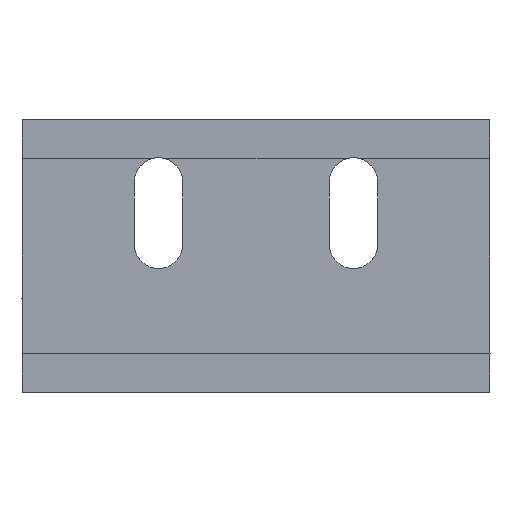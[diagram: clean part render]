
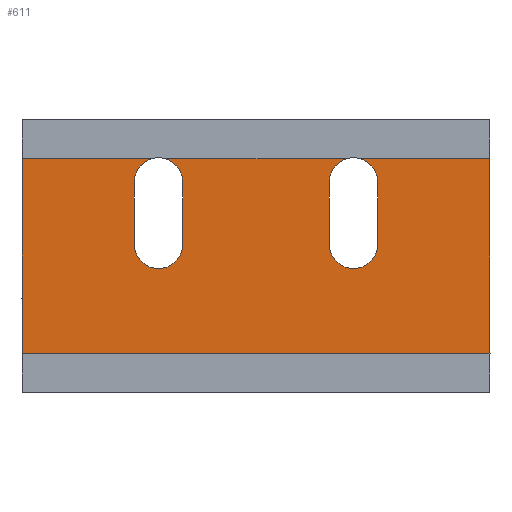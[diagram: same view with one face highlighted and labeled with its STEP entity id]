
A CAD part, front view. The second image highlights one B-rep face of the part: STEP entity #611.
In plain terms, the highlighted planar face has unit normal (0, -1, 0).
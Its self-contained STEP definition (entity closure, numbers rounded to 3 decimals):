
#29=CIRCLE('',#656,3.1);
#30=CIRCLE('',#657,3.1);
#31=CIRCLE('',#658,3.1);
#32=CIRCLE('',#659,3.1);
#33=CIRCLE('',#660,3.1);
#34=CIRCLE('',#661,3.1);
#53=FACE_OUTER_BOUND('',#83,.T.);
#83=EDGE_LOOP('',(#421,#422,#423,#424,#425,#426,#427,#428,#429,#430,#431,
#432,#433,#434,#435,#436));
#117=LINE('',#881,#187);
#121=LINE('',#890,#191);
#125=LINE('',#899,#195);
#129=LINE('',#908,#199);
#131=LINE('',#911,#201);
#132=LINE('',#912,#202);
#133=LINE('',#916,#203);
#134=LINE('',#920,#204);
#135=LINE('',#925,#205);
#136=LINE('',#929,#206);
#187=VECTOR('',#707,10.);
#191=VECTOR('',#713,10.);
#195=VECTOR('',#719,10.);
#199=VECTOR('',#725,10.);
#201=VECTOR('',#729,10.);
#202=VECTOR('',#730,10.);
#203=VECTOR('',#733,10.);
#204=VECTOR('',#736,10.);
#205=VECTOR('',#741,10.);
#206=VECTOR('',#744,10.);
#257=VERTEX_POINT('',#878);
#258=VERTEX_POINT('',#880);
#261=VERTEX_POINT('',#887);
#262=VERTEX_POINT('',#889);
#265=VERTEX_POINT('',#896);
#266=VERTEX_POINT('',#898);
#269=VERTEX_POINT('',#905);
#270=VERTEX_POINT('',#907);
#271=VERTEX_POINT('',#913);
#272=VERTEX_POINT('',#915);
#273=VERTEX_POINT('',#917);
#274=VERTEX_POINT('',#919);
#275=VERTEX_POINT('',#922);
#276=VERTEX_POINT('',#924);
#277=VERTEX_POINT('',#926);
#278=VERTEX_POINT('',#928);
#317=EDGE_CURVE('',#257,#258,#117,.T.);
#321=EDGE_CURVE('',#261,#262,#121,.T.);
#325=EDGE_CURVE('',#265,#266,#125,.T.);
#329=EDGE_CURVE('',#269,#270,#129,.T.);
#331=EDGE_CURVE('',#258,#269,#131,.T.);
#332=EDGE_CURVE('',#262,#257,#132,.T.);
#333=EDGE_CURVE('',#271,#261,#29,.T.);
#334=EDGE_CURVE('',#272,#271,#133,.T.);
#335=EDGE_CURVE('',#273,#272,#30,.T.);
#336=EDGE_CURVE('',#274,#273,#134,.T.);
#337=EDGE_CURVE('',#266,#274,#31,.T.);
#338=EDGE_CURVE('',#275,#265,#32,.T.);
#339=EDGE_CURVE('',#276,#275,#135,.T.);
#340=EDGE_CURVE('',#277,#276,#33,.T.);
#341=EDGE_CURVE('',#278,#277,#136,.T.);
#342=EDGE_CURVE('',#270,#278,#34,.T.);
#421=ORIENTED_EDGE('',*,*,#331,.F.);
#422=ORIENTED_EDGE('',*,*,#317,.F.);
#423=ORIENTED_EDGE('',*,*,#332,.F.);
#424=ORIENTED_EDGE('',*,*,#321,.F.);
#425=ORIENTED_EDGE('',*,*,#333,.F.);
#426=ORIENTED_EDGE('',*,*,#334,.F.);
#427=ORIENTED_EDGE('',*,*,#335,.F.);
#428=ORIENTED_EDGE('',*,*,#336,.F.);
#429=ORIENTED_EDGE('',*,*,#337,.F.);
#430=ORIENTED_EDGE('',*,*,#325,.F.);
#431=ORIENTED_EDGE('',*,*,#338,.F.);
#432=ORIENTED_EDGE('',*,*,#339,.F.);
#433=ORIENTED_EDGE('',*,*,#340,.F.);
#434=ORIENTED_EDGE('',*,*,#341,.F.);
#435=ORIENTED_EDGE('',*,*,#342,.F.);
#436=ORIENTED_EDGE('',*,*,#329,.F.);
#589=PLANE('',#655);
#611=ADVANCED_FACE('',(#53),#589,.T.);
#655=AXIS2_PLACEMENT_3D('',#910,#727,#728);
#656=AXIS2_PLACEMENT_3D('',#914,#731,#732);
#657=AXIS2_PLACEMENT_3D('',#918,#734,#735);
#658=AXIS2_PLACEMENT_3D('',#921,#737,#738);
#659=AXIS2_PLACEMENT_3D('',#923,#739,#740);
#660=AXIS2_PLACEMENT_3D('',#927,#742,#743);
#661=AXIS2_PLACEMENT_3D('',#930,#745,#746);
#707=DIRECTION('',(-1.,0.,0.));
#713=DIRECTION('',(1.,0.,0.));
#719=DIRECTION('',(1.,0.,0.));
#725=DIRECTION('',(1.,0.,0.));
#727=DIRECTION('center_axis',(0.,-1.,0.));
#728=DIRECTION('ref_axis',(1.,0.,0.));
#729=DIRECTION('',(0.,0.,1.));
#730=DIRECTION('',(0.,0.,-1.));
#731=DIRECTION('center_axis',(0.,-1.,0.));
#732=DIRECTION('ref_axis',(-1.,0.,0.));
#733=DIRECTION('',(0.,0.,1.));
#734=DIRECTION('center_axis',(0.,-1.,0.));
#735=DIRECTION('ref_axis',(1.,0.,0.));
#736=DIRECTION('',(0.,0.,-1.));
#737=DIRECTION('center_axis',(0.,-1.,0.));
#738=DIRECTION('ref_axis',(-1.,0.,0.));
#739=DIRECTION('center_axis',(0.,-1.,0.));
#740=DIRECTION('ref_axis',(-1.,0.,0.));
#741=DIRECTION('',(0.,0.,1.));
#742=DIRECTION('center_axis',(0.,-1.,0.));
#743=DIRECTION('ref_axis',(1.,0.,0.));
#744=DIRECTION('',(0.,0.,-1.));
#745=DIRECTION('center_axis',(0.,-1.,0.));
#746=DIRECTION('ref_axis',(-1.,0.,0.));
#878=CARTESIAN_POINT('',(464.857,403.851,-340.178));
#880=CARTESIAN_POINT('',(404.857,403.851,-340.178));
#881=CARTESIAN_POINT('',(404.857,403.851,-340.178));
#887=CARTESIAN_POINT('',(448.138,403.851,-315.178));
#889=CARTESIAN_POINT('',(464.857,403.851,-315.178));
#890=CARTESIAN_POINT('',(404.857,403.851,-315.178));
#896=CARTESIAN_POINT('',(423.138,403.851,-315.178));
#898=CARTESIAN_POINT('',(446.576,403.851,-315.178));
#899=CARTESIAN_POINT('',(404.857,403.851,-315.178));
#905=CARTESIAN_POINT('',(404.857,403.851,-315.178));
#907=CARTESIAN_POINT('',(421.576,403.851,-315.178));
#908=CARTESIAN_POINT('',(404.857,403.851,-315.178));
#910=CARTESIAN_POINT('Origin',(434.857,403.851,-327.678));
#911=CARTESIAN_POINT('',(404.857,403.851,-327.678));
#912=CARTESIAN_POINT('',(464.857,403.851,-327.678));
#913=CARTESIAN_POINT('',(450.457,403.851,-318.178));
#914=CARTESIAN_POINT('Origin',(447.357,403.851,-318.178));
#915=CARTESIAN_POINT('',(450.457,403.851,-326.178));
#916=CARTESIAN_POINT('',(450.457,403.851,-326.928));
#917=CARTESIAN_POINT('',(444.257,403.851,-326.178));
#918=CARTESIAN_POINT('Origin',(447.357,403.851,-326.178));
#919=CARTESIAN_POINT('',(444.257,403.851,-318.178));
#920=CARTESIAN_POINT('',(444.257,403.851,-322.928));
#921=CARTESIAN_POINT('Origin',(447.357,403.851,-318.178));
#922=CARTESIAN_POINT('',(425.457,403.851,-318.178));
#923=CARTESIAN_POINT('Origin',(422.357,403.851,-318.178));
#924=CARTESIAN_POINT('',(425.457,403.851,-326.178));
#925=CARTESIAN_POINT('',(425.457,403.851,-326.928));
#926=CARTESIAN_POINT('',(419.257,403.851,-326.178));
#927=CARTESIAN_POINT('Origin',(422.357,403.851,-326.178));
#928=CARTESIAN_POINT('',(419.257,403.851,-318.178));
#929=CARTESIAN_POINT('',(419.257,403.851,-322.928));
#930=CARTESIAN_POINT('Origin',(422.357,403.851,-318.178));
